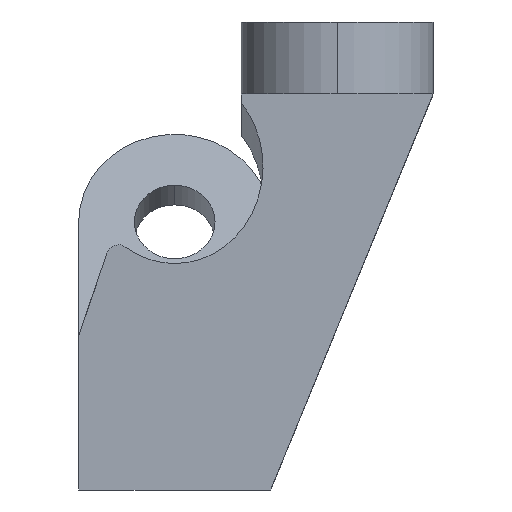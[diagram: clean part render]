
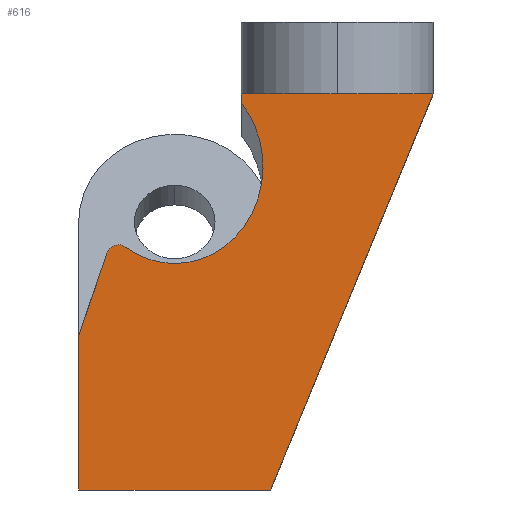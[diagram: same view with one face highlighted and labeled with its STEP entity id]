
A CAD part, left-side view. The second image highlights one B-rep face of the part: STEP entity #616.
In plain terms, the highlighted planar face has unit normal (-1, 0, 0).
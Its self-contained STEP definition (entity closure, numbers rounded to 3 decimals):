
#30 = DIRECTION ( 'NONE',  ( 0., 0.325, -0.946 ) ) ;
#51 = ORIENTED_EDGE ( 'NONE', *, *, #1059, .T. ) ;
#68 = CARTESIAN_POINT ( 'NONE',  ( -42.309, 45.731, 16.5 ) ) ;
#74 = EDGE_CURVE ( 'NONE', #372, #222, #1024, .T. ) ;
#76 = CARTESIAN_POINT ( 'NONE',  ( -42.309, 58.558, 10.124 ) ) ;
#82 = EDGE_CURVE ( 'NONE', #222, #1262, #1058, .T. ) ;
#95 = CARTESIAN_POINT ( 'NONE',  ( -42.309, 60.505, 0. ) ) ;
#109 = CARTESIAN_POINT ( 'NONE',  ( -42.309, 58.623, 10.171 ) ) ;
#119 = ORIENTED_EDGE ( 'NONE', *, *, #428, .T. ) ;
#120 = VECTOR ( 'NONE', #1253, 1000. ) ;
#136 = CARTESIAN_POINT ( 'NONE',  ( -42.309, 59.331, 9.847 ) ) ;
#161 = CARTESIAN_POINT ( 'NONE',  ( -42.309, 53.731, 19.5 ) ) ;
#166 = EDGE_CURVE ( 'NONE', #1262, #1035, #455, .T. ) ;
#175 = CARTESIAN_POINT ( 'NONE',  ( -42.309, 59.162, 10.125 ) ) ;
#177 = VERTEX_POINT ( 'NONE', #136 ) ;
#179 = EDGE_LOOP ( 'NONE', ( #1202, #605, #639, #856, #543, #776, #51, #1217, #119 ) ) ;
#180 = CARTESIAN_POINT ( 'NONE',  ( -42.309, 56.505, 13.921 ) ) ;
#222 = VERTEX_POINT ( 'NONE', #701 ) ;
#233 = DIRECTION ( 'NONE',  ( 0., 1., 0. ) ) ;
#241 = CARTESIAN_POINT ( 'NONE',  ( -42.309, 58.963, 10.918 ) ) ;
#245 = CARTESIAN_POINT ( 'NONE',  ( -42.309, 57.242, 9.437 ) ) ;
#253 = VERTEX_POINT ( 'NONE', #95 ) ;
#272 = CARTESIAN_POINT ( 'NONE',  ( -42.309, 58.856, 10.221 ) ) ;
#317 = VERTEX_POINT ( 'NONE', #741 ) ;
#336 = LINE ( 'NONE', #665, #626 ) ;
#361 = CARTESIAN_POINT ( 'NONE',  ( -42.309, 59.279, 9.999 ) ) ;
#372 = VERTEX_POINT ( 'NONE', #76 ) ;
#385 = FACE_OUTER_BOUND ( 'NONE', #179, .T. ) ;
#428 = EDGE_CURVE ( 'NONE', #597, #1035, #336, .T. ) ;
#440 = CARTESIAN_POINT ( 'NONE',  ( -42.309, 53.731, 16.5 ) ) ;
#448 = CARTESIAN_POINT ( 'NONE',  ( -42.309, 57.947, 9.673 ) ) ;
#455 = LINE ( 'NONE', #161, #824 ) ;
#464 = CARTESIAN_POINT ( 'NONE',  ( -42.309, 45.731, 16.5 ) ) ;
#475 = CARTESIAN_POINT ( 'NONE',  ( -42.309, 60.505, 0. ) ) ;
#505 = EDGE_CURVE ( 'NONE', #177, #648, #1203, .T. ) ;
#528 = CARTESIAN_POINT ( 'NONE',  ( -42.309, 58.699, 10.201 ) ) ;
#543 = ORIENTED_EDGE ( 'NONE', *, *, #505, .T. ) ;
#594 = CARTESIAN_POINT ( 'NONE',  ( -42.309, 59.331, 9.847 ) ) ;
#597 = VERTEX_POINT ( 'NONE', #68 ) ;
#605 = ORIENTED_EDGE ( 'NONE', *, *, #82, .F. ) ;
#608 = CARTESIAN_POINT ( 'NONE',  ( -42.309, 60.505, 6.434 ) ) ;
#616 = ADVANCED_FACE ( 'NONE', ( #385 ), #953, .T. ) ;
#626 = VECTOR ( 'NONE', #233, 1000. ) ;
#638 = EDGE_CURVE ( 'NONE', #648, #253, #939, .T. ) ;
#639 = ORIENTED_EDGE ( 'NONE', *, *, #74, .F. ) ;
#648 = VERTEX_POINT ( 'NONE', #720 ) ;
#665 = CARTESIAN_POINT ( 'NONE',  ( -42.309, 45.731, 16.5 ) ) ;
#685 = CARTESIAN_POINT ( 'NONE',  ( -42.309, 53.731, 16.122 ) ) ;
#687 = CARTESIAN_POINT ( 'NONE',  ( -42.309, 51.323, 13.093 ) ) ;
#695 = CARTESIAN_POINT ( 'NONE',  ( -42.309, 58.558, 10.124 ) ) ;
#701 = CARTESIAN_POINT ( 'NONE',  ( -42.309, 56.505, 9.437 ) ) ;
#720 = CARTESIAN_POINT ( 'NONE',  ( -42.309, 60.505, 6.434 ) ) ;
#741 = CARTESIAN_POINT ( 'NONE',  ( -42.309, 52.505, 0. ) ) ;
#776 = ORIENTED_EDGE ( 'NONE', *, *, #638, .T. ) ;
#802 = CARTESIAN_POINT ( 'NONE',  ( -42.309, 52.841, 9.437 ) ) ;
#807 = CARTESIAN_POINT ( 'NONE',  ( -42.309, 58.558, 10.124 ) ) ;
#824 = VECTOR ( 'NONE', #1200, 1000. ) ;
#856 = ORIENTED_EDGE ( 'NONE', *, *, #1204, .T. ) ;
#920 = CARTESIAN_POINT ( 'NONE',  ( -42.309, 56.505, 9.437 ) ) ;
#939 = LINE ( 'NONE', #608, #1288 ) ;
#942 = LINE ( 'NONE', #464, #120 ) ;
#946 = DIRECTION ( 'NONE',  ( -1., 0., 0. ) ) ;
#953 = PLANE ( 'NONE',  #1146 ) ;
#1013 = DIRECTION ( 'NONE',  ( 0., -1., 0. ) ) ;
#1024 =( BOUNDED_CURVE ( )  B_SPLINE_CURVE ( 3, ( #695, #448, #245, #920 ),
 .UNSPECIFIED., .F., .T. ) 
 B_SPLINE_CURVE_WITH_KNOTS ( ( 4, 4 ),
 ( 5.691, 6.283 ),
 .UNSPECIFIED. ) 
 CURVE ( )  GEOMETRIC_REPRESENTATION_ITEM ( )  RATIONAL_B_SPLINE_CURVE ( ( 1., 0.971, 0.971, 1. ) ) 
 REPRESENTATION_ITEM ( '' )  );
#1031 = B_SPLINE_CURVE_WITH_KNOTS ( 'NONE', 3,
 ( #807, #109, #528, #272, #1321, #175, #361, #594 ),
 .UNSPECIFIED., .F., .F.,
 ( 4, 2, 2, 4 ),
 ( 0., 0., 0., 0.001 ),
 .UNSPECIFIED. ) ;
#1035 = VERTEX_POINT ( 'NONE', #440 ) ;
#1037 = DIRECTION ( 'NONE',  ( 0., 0., 1. ) ) ;
#1040 = VECTOR ( 'NONE', #30, 1000. ) ;
#1058 =( BOUNDED_CURVE ( )  B_SPLINE_CURVE ( 3, ( #1205, #802, #687, #1298 ),
 .UNSPECIFIED., .F., .T. ) 
 B_SPLINE_CURVE_WITH_KNOTS ( ( 4, 4 ),
 ( 0., 2.288 ),
 .UNSPECIFIED. ) 
 CURVE ( )  GEOMETRIC_REPRESENTATION_ITEM ( )  RATIONAL_B_SPLINE_CURVE ( ( 1., 0.609, 0.609, 1. ) ) 
 REPRESENTATION_ITEM ( '' )  );
#1059 = EDGE_CURVE ( 'NONE', #253, #317, #1184, .T. ) ;
#1142 = DIRECTION ( 'NONE',  ( 0., 0., -1. ) ) ;
#1146 = AXIS2_PLACEMENT_3D ( 'NONE', #180, #946, #1037 ) ;
#1184 = LINE ( 'NONE', #475, #1352 ) ;
#1200 = DIRECTION ( 'NONE',  ( 0., 0., 1. ) ) ;
#1202 = ORIENTED_EDGE ( 'NONE', *, *, #166, .F. ) ;
#1203 = LINE ( 'NONE', #241, #1040 ) ;
#1204 = EDGE_CURVE ( 'NONE', #372, #177, #1031, .T. ) ;
#1205 = CARTESIAN_POINT ( 'NONE',  ( -42.309, 56.505, 9.437 ) ) ;
#1217 = ORIENTED_EDGE ( 'NONE', *, *, #1325, .F. ) ;
#1253 = DIRECTION ( 'NONE',  ( 0., 0.38, -0.925 ) ) ;
#1262 = VERTEX_POINT ( 'NONE', #685 ) ;
#1288 = VECTOR ( 'NONE', #1142, 1000. ) ;
#1298 = CARTESIAN_POINT ( 'NONE',  ( -42.309, 53.731, 16.122 ) ) ;
#1321 = CARTESIAN_POINT ( 'NONE',  ( -42.309, 58.937, 10.211 ) ) ;
#1325 = EDGE_CURVE ( 'NONE', #597, #317, #942, .T. ) ;
#1352 = VECTOR ( 'NONE', #1013, 1000. ) ;
